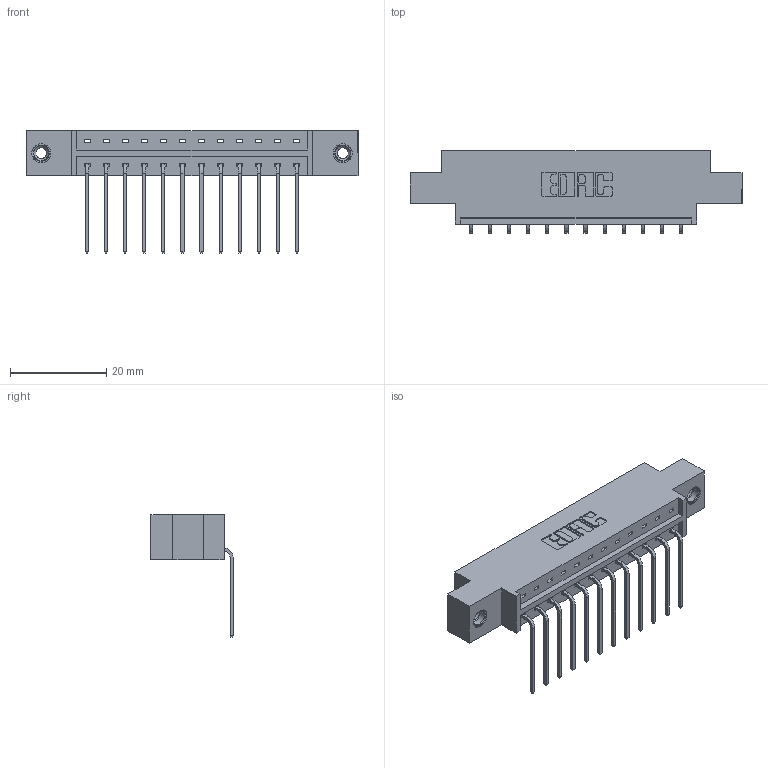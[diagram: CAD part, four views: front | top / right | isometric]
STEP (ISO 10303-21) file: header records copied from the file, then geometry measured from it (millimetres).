
FILE_DESCRIPTION (( 'STEP AP203' ), '1' );
FILE_NAME ('833-012-559-608.STEP', '2020-05-30T23:10:28', ( '' ), ( '' ), 'SwSTEP 2.0', 'SolidWorks 2020', '' );
FILE_SCHEMA (( 'CONFIG_CONTROL_DESIGN' ));
Length unit declared in the file: inch
Products named in the file (4): 345-292-001_558 559 Tail - 1; 833-012-559-608; 833 Part_Offset - .156 Dia - TI; 345-250-001_345-250-003-102
Assembly tree (15 placements, depth 2):
  833-012-559-608
    833 Part_Offset - .156 Dia - TI
    345-292-001_558 559 Tail - 1  x12
    345-250-001_345-250-003-102  x2
Bounding box: 69.09 x 17.09 x 25.53 mm (x, y, z)
Volume: 6499.9 mm3; surface area: 7305.4 mm2
Topology: 15 solids, 15 shells, 898 faces, 2643 edges, 1738 vertices
Faces by surface type: plane 634, cylinder 248, cone 12, torus 4
Entity records: 12618 total; most frequent: CARTESIAN_POINT 2165, ORIENTED_EDGE 2106, DIRECTION 1919, EDGE_CURVE 1053, LINE 905, VECTOR 905, VERTEX_POINT 696, AXIS2_PLACEMENT_3D 507
